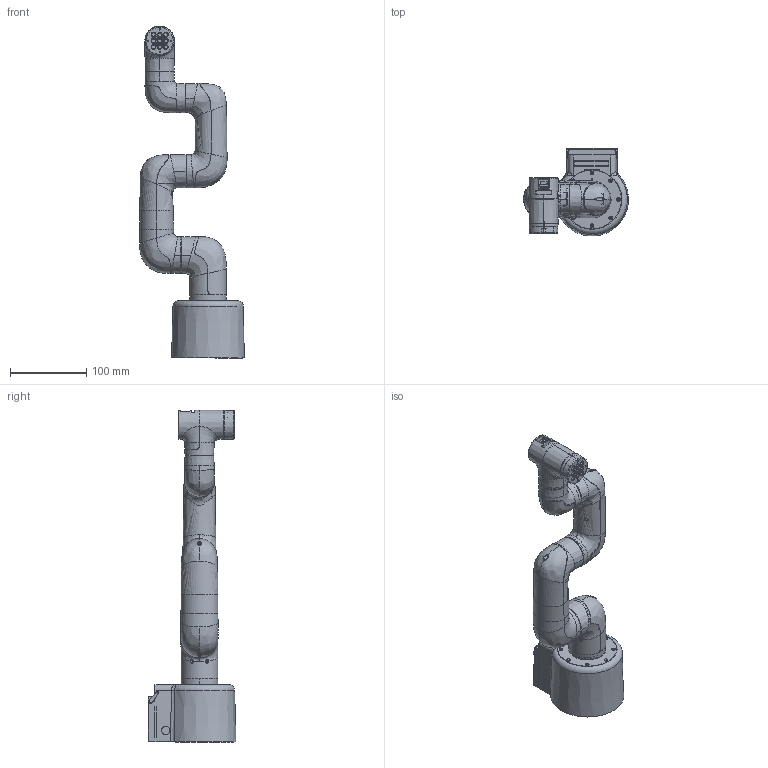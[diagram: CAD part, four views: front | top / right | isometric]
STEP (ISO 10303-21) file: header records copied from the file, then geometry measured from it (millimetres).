
FILE_DESCRIPTION (( 'STEP AP214' ), '1' );
FILE_NAME ('淕极俋楷耀倰(AD).STEP', '2023-08-16T03:39:23', ( 'China' ), ( 'Home' ), 'SwSTEP 2.0', 'SolidWorks 2018', '' );
FILE_SCHEMA (( 'AUTOMOTIVE_DESIGN' ));
Length unit declared in the file: millimetre
Products named in the file (1): 淕极俋楷耀倰(AD)
Bounding box: 137.65 x 115.13 x 435.52 mm (x, y, z)
Volume: 711997.7 mm3; surface area: 312160.4 mm2
Topology: 16 solids, 16 shells, 3552 faces, 9673 edges, 6289 vertices
Faces by surface type: plane 1525, cylinder 714, cone 628, bspline 425, torus 235, sphere 25
Entity records: 259867 total; most frequent: CARTESIAN_POINT 147696, ORIENTED_EDGE 19276, DIRECTION 15594, EDGE_CURVE 9638, VERTEX_POINT 6282, AXIS2_PLACEMENT_3D 5926, EDGE_LOOP 3902, LINE 3742
